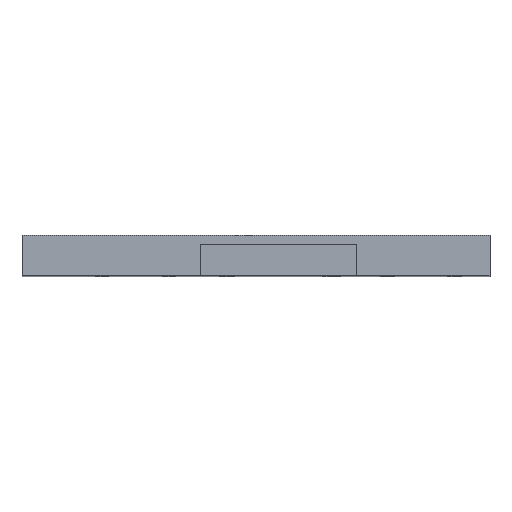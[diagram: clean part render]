
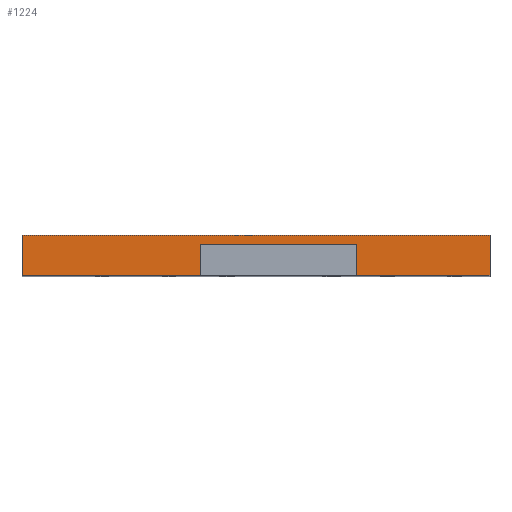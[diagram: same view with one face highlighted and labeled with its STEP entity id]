
A CAD part, top view. The second image highlights one B-rep face of the part: STEP entity #1224.
In plain terms, the highlighted planar face has unit normal (0, 0, 1).
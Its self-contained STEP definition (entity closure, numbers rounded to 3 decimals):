
#293=FACE_OUTER_BOUND('',#393,.T.);
#393=EDGE_LOOP('',(#1104,#1105,#1106,#1107,#1108,#1109,#1110,#1111));
#440=LINE('',#1750,#509);
#444=LINE('',#1758,#513);
#455=LINE('',#1878,#524);
#457=LINE('',#1881,#526);
#501=LINE('',#2052,#570);
#506=LINE('',#2061,#575);
#507=LINE('',#2063,#576);
#508=LINE('',#2065,#577);
#509=VECTOR('',#1389,10.);
#513=VECTOR('',#1393,10.);
#524=VECTOR('',#1512,10.);
#526=VECTOR('',#1516,10.);
#570=VECTOR('',#1728,10.);
#575=VECTOR('',#1737,10.);
#576=VECTOR('',#1740,10.);
#577=VECTOR('',#1743,10.);
#578=VERTEX_POINT('',#1748);
#579=VERTEX_POINT('',#1749);
#582=VERTEX_POINT('',#1755);
#583=VERTEX_POINT('',#1757);
#636=VERTEX_POINT('',#1872);
#638=VERTEX_POINT('',#1876);
#680=VERTEX_POINT('',#2049);
#683=VERTEX_POINT('',#2059);
#684=EDGE_CURVE('',#578,#579,#440,.T.);
#688=EDGE_CURVE('',#582,#583,#444,.T.);
#748=EDGE_CURVE('',#638,#636,#455,.T.);
#750=EDGE_CURVE('',#638,#579,#457,.T.);
#835=EDGE_CURVE('',#680,#578,#501,.T.);
#840=EDGE_CURVE('',#683,#583,#506,.T.);
#841=EDGE_CURVE('',#636,#582,#507,.T.);
#842=EDGE_CURVE('',#683,#680,#508,.T.);
#1104=ORIENTED_EDGE('',*,*,#842,.F.);
#1105=ORIENTED_EDGE('',*,*,#840,.T.);
#1106=ORIENTED_EDGE('',*,*,#688,.F.);
#1107=ORIENTED_EDGE('',*,*,#841,.F.);
#1108=ORIENTED_EDGE('',*,*,#748,.F.);
#1109=ORIENTED_EDGE('',*,*,#750,.T.);
#1110=ORIENTED_EDGE('',*,*,#684,.F.);
#1111=ORIENTED_EDGE('',*,*,#835,.F.);
#1169=PLANE('',#1383);
#1224=ADVANCED_FACE('',(#293),#1169,.T.);
#1383=AXIS2_PLACEMENT_3D('',#2064,#1741,#1742);
#1389=DIRECTION('',(-1.,0.,0.));
#1393=DIRECTION('',(-1.,0.,0.));
#1512=DIRECTION('',(-1.,0.,0.));
#1516=DIRECTION('',(0.,-1.,0.));
#1728=DIRECTION('',(0.,-1.,0.));
#1737=DIRECTION('',(0.,-1.,0.));
#1740=DIRECTION('',(0.,-1.,0.));
#1741=DIRECTION('center_axis',(0.,0.,1.));
#1742=DIRECTION('ref_axis',(-1.,0.,0.));
#1743=DIRECTION('',(1.,0.,0.));
#1748=CARTESIAN_POINT('',(105.,-18.,149.5));
#1749=CARTESIAN_POINT('',(45.,-18.,149.5));
#1750=CARTESIAN_POINT('',(-105.,-18.,149.5));
#1755=CARTESIAN_POINT('',(-25.,-18.,149.5));
#1757=CARTESIAN_POINT('',(-105.,-18.,149.5));
#1758=CARTESIAN_POINT('',(-105.,-18.,149.5));
#1872=CARTESIAN_POINT('',(-25.,-4.,149.5));
#1876=CARTESIAN_POINT('',(45.,-4.,149.5));
#1878=CARTESIAN_POINT('',(-105.,-4.,149.5));
#1881=CARTESIAN_POINT('',(45.,0.,149.5));
#2049=CARTESIAN_POINT('',(105.,0.,149.5));
#2052=CARTESIAN_POINT('',(105.,0.,149.5));
#2059=CARTESIAN_POINT('',(-105.,0.,149.5));
#2061=CARTESIAN_POINT('',(-105.,0.,149.5));
#2063=CARTESIAN_POINT('',(-25.,0.,149.5));
#2064=CARTESIAN_POINT('Origin',(105.,0.,149.5));
#2065=CARTESIAN_POINT('',(-105.,0.,149.5));
